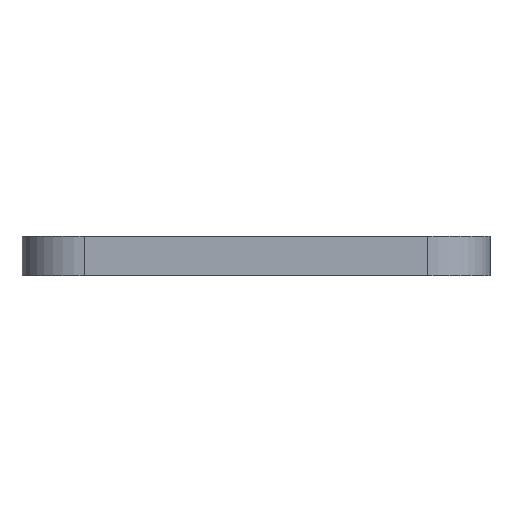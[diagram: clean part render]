
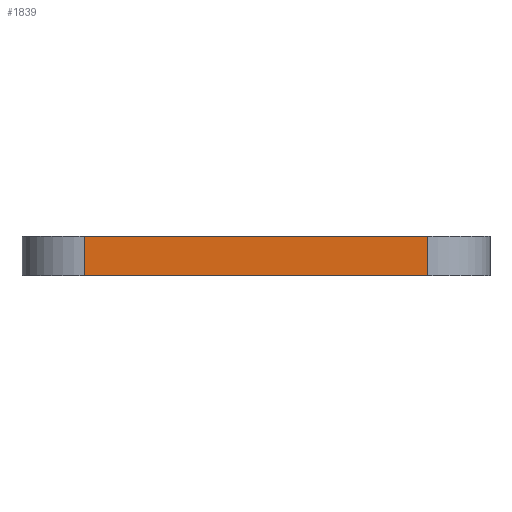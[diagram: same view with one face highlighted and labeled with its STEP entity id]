
A CAD part, left-side view. The second image highlights one B-rep face of the part: STEP entity #1839.
In plain terms, the highlighted planar face has unit normal (-1, 0, 0).
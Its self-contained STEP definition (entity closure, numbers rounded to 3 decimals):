
#84 = PLANE('',#85);
#85 = AXIS2_PLACEMENT_3D('',#86,#87,#88);
#86 = CARTESIAN_POINT('',(148.501,-105.004,1.6));
#87 = DIRECTION('',(0.,0.,1.));
#88 = DIRECTION('',(1.,0.,-0.));
#139 = PLANE('',#140);
#140 = AXIS2_PLACEMENT_3D('',#141,#142,#143);
#141 = CARTESIAN_POINT('',(148.501,-105.004,0.));
#142 = DIRECTION('',(0.,0.,1.));
#143 = DIRECTION('',(1.,0.,-0.));
#248 = CYLINDRICAL_SURFACE('',#249,2.54);
#249 = AXIS2_PLACEMENT_3D('',#250,#251,#252);
#250 = CARTESIAN_POINT('',(135.166,-98.019,0.));
#251 = DIRECTION('',(-0.,-0.,-1.));
#252 = DIRECTION('',(1.,0.,-0.));
#309 = VERTEX_POINT('',#310);
#310 = CARTESIAN_POINT('',(132.626,-98.019,0.));
#332 = EDGE_CURVE('',#333,#309,#335,.T.);
#333 = VERTEX_POINT('',#334);
#334 = CARTESIAN_POINT('',(132.626,-111.989,0.));
#335 = SURFACE_CURVE('',#336,(#340,#347),.PCURVE_S1.);
#336 = LINE('',#337,#338);
#337 = CARTESIAN_POINT('',(132.626,-111.989,0.));
#338 = VECTOR('',#339,1.);
#339 = DIRECTION('',(0.,1.,0.));
#340 = PCURVE('',#139,#341);
#341 = DEFINITIONAL_REPRESENTATION('',(#342),#346);
#342 = LINE('',#343,#344);
#343 = CARTESIAN_POINT('',(-15.875,-6.985));
#344 = VECTOR('',#345,1.);
#345 = DIRECTION('',(0.,1.));
#346 = ( GEOMETRIC_REPRESENTATION_CONTEXT(2) 
PARAMETRIC_REPRESENTATION_CONTEXT() REPRESENTATION_CONTEXT('2D SPACE',''
  ) );
#347 = PCURVE('',#348,#353);
#348 = PLANE('',#349);
#349 = AXIS2_PLACEMENT_3D('',#350,#351,#352);
#350 = CARTESIAN_POINT('',(132.626,-111.989,0.));
#351 = DIRECTION('',(-1.,0.,0.));
#352 = DIRECTION('',(0.,1.,0.));
#353 = DEFINITIONAL_REPRESENTATION('',(#354),#358);
#354 = LINE('',#355,#356);
#355 = CARTESIAN_POINT('',(0.,0.));
#356 = VECTOR('',#357,1.);
#357 = DIRECTION('',(1.,0.));
#358 = ( GEOMETRIC_REPRESENTATION_CONTEXT(2) 
PARAMETRIC_REPRESENTATION_CONTEXT() REPRESENTATION_CONTEXT('2D SPACE',''
  ) );
#377 = CYLINDRICAL_SURFACE('',#378,2.54);
#378 = AXIS2_PLACEMENT_3D('',#379,#380,#381);
#379 = CARTESIAN_POINT('',(135.166,-111.989,0.));
#380 = DIRECTION('',(-0.,-0.,-1.));
#381 = DIRECTION('',(1.,0.,-0.));
#1097 = VERTEX_POINT('',#1098);
#1098 = CARTESIAN_POINT('',(132.626,-98.019,1.6));
#1120 = EDGE_CURVE('',#1121,#1097,#1123,.T.);
#1121 = VERTEX_POINT('',#1122);
#1122 = CARTESIAN_POINT('',(132.626,-111.989,1.6));
#1123 = SURFACE_CURVE('',#1124,(#1128,#1135),.PCURVE_S1.);
#1124 = LINE('',#1125,#1126);
#1125 = CARTESIAN_POINT('',(132.626,-111.989,1.6));
#1126 = VECTOR('',#1127,1.);
#1127 = DIRECTION('',(0.,1.,0.));
#1128 = PCURVE('',#84,#1129);
#1129 = DEFINITIONAL_REPRESENTATION('',(#1130),#1134);
#1130 = LINE('',#1131,#1132);
#1131 = CARTESIAN_POINT('',(-15.875,-6.985));
#1132 = VECTOR('',#1133,1.);
#1133 = DIRECTION('',(0.,1.));
#1134 = ( GEOMETRIC_REPRESENTATION_CONTEXT(2) 
PARAMETRIC_REPRESENTATION_CONTEXT() REPRESENTATION_CONTEXT('2D SPACE',''
  ) );
#1135 = PCURVE('',#348,#1136);
#1136 = DEFINITIONAL_REPRESENTATION('',(#1137),#1141);
#1137 = LINE('',#1138,#1139);
#1138 = CARTESIAN_POINT('',(0.,-1.6));
#1139 = VECTOR('',#1140,1.);
#1140 = DIRECTION('',(1.,0.));
#1141 = ( GEOMETRIC_REPRESENTATION_CONTEXT(2) 
PARAMETRIC_REPRESENTATION_CONTEXT() REPRESENTATION_CONTEXT('2D SPACE',''
  ) );
#1791 = EDGE_CURVE('',#309,#1097,#1792,.T.);
#1792 = SURFACE_CURVE('',#1793,(#1797,#1804),.PCURVE_S1.);
#1793 = LINE('',#1794,#1795);
#1794 = CARTESIAN_POINT('',(132.626,-98.019,0.));
#1795 = VECTOR('',#1796,1.);
#1796 = DIRECTION('',(0.,0.,1.));
#1797 = PCURVE('',#248,#1798);
#1798 = DEFINITIONAL_REPRESENTATION('',(#1799),#1803);
#1799 = LINE('',#1800,#1801);
#1800 = CARTESIAN_POINT('',(-3.141,0.));
#1801 = VECTOR('',#1802,1.);
#1802 = DIRECTION('',(-0.,-1.));
#1803 = ( GEOMETRIC_REPRESENTATION_CONTEXT(2) 
PARAMETRIC_REPRESENTATION_CONTEXT() REPRESENTATION_CONTEXT('2D SPACE',''
  ) );
#1804 = PCURVE('',#348,#1805);
#1805 = DEFINITIONAL_REPRESENTATION('',(#1806),#1810);
#1806 = LINE('',#1807,#1808);
#1807 = CARTESIAN_POINT('',(13.97,0.));
#1808 = VECTOR('',#1809,1.);
#1809 = DIRECTION('',(0.,-1.));
#1810 = ( GEOMETRIC_REPRESENTATION_CONTEXT(2) 
PARAMETRIC_REPRESENTATION_CONTEXT() REPRESENTATION_CONTEXT('2D SPACE',''
  ) );
#1839 = ADVANCED_FACE('',(#1840),#348,.T.);
#1840 = FACE_BOUND('',#1841,.T.);
#1841 = EDGE_LOOP('',(#1842,#1863,#1864,#1865));
#1842 = ORIENTED_EDGE('',*,*,#1843,.T.);
#1843 = EDGE_CURVE('',#333,#1121,#1844,.T.);
#1844 = SURFACE_CURVE('',#1845,(#1849,#1856),.PCURVE_S1.);
#1845 = LINE('',#1846,#1847);
#1846 = CARTESIAN_POINT('',(132.626,-111.989,0.));
#1847 = VECTOR('',#1848,1.);
#1848 = DIRECTION('',(0.,0.,1.));
#1849 = PCURVE('',#348,#1850);
#1850 = DEFINITIONAL_REPRESENTATION('',(#1851),#1855);
#1851 = LINE('',#1852,#1853);
#1852 = CARTESIAN_POINT('',(0.,0.));
#1853 = VECTOR('',#1854,1.);
#1854 = DIRECTION('',(0.,-1.));
#1855 = ( GEOMETRIC_REPRESENTATION_CONTEXT(2) 
PARAMETRIC_REPRESENTATION_CONTEXT() REPRESENTATION_CONTEXT('2D SPACE',''
  ) );
#1856 = PCURVE('',#377,#1857);
#1857 = DEFINITIONAL_REPRESENTATION('',(#1858),#1862);
#1858 = LINE('',#1859,#1860);
#1859 = CARTESIAN_POINT('',(-3.141,0.));
#1860 = VECTOR('',#1861,1.);
#1861 = DIRECTION('',(-0.,-1.));
#1862 = ( GEOMETRIC_REPRESENTATION_CONTEXT(2) 
PARAMETRIC_REPRESENTATION_CONTEXT() REPRESENTATION_CONTEXT('2D SPACE',''
  ) );
#1863 = ORIENTED_EDGE('',*,*,#1120,.T.);
#1864 = ORIENTED_EDGE('',*,*,#1791,.F.);
#1865 = ORIENTED_EDGE('',*,*,#332,.F.);
